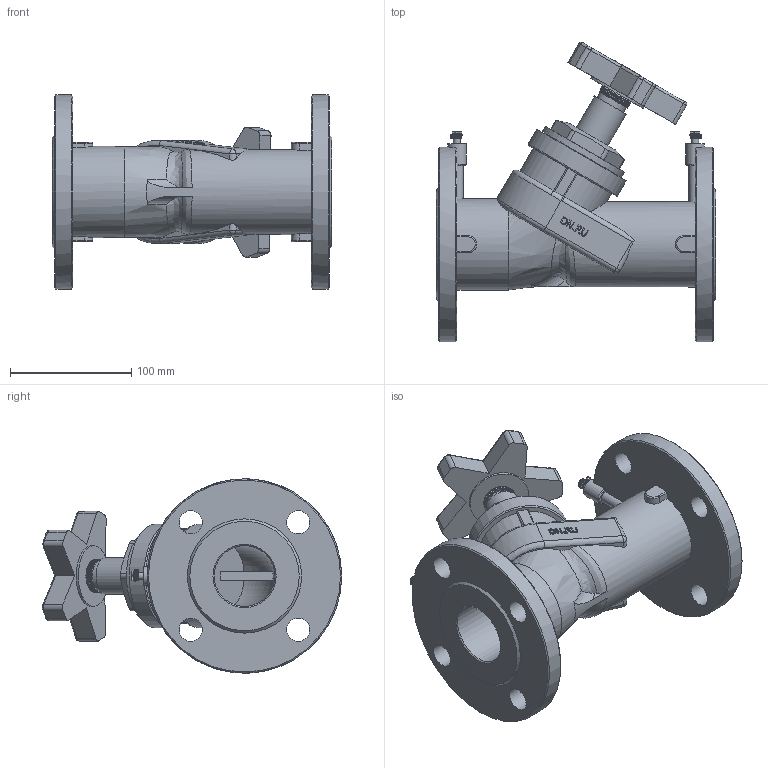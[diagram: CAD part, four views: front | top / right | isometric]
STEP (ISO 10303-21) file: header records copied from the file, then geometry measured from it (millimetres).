
FILE_DESCRIPTION(/* description */ (''),/* implementation_level */ '2;1');
FILE_NAME(/* name */ 'DN50_3D_STEP.stp',/* time_stamp */ '2024-03-03T20:00:53+03:00',/* author */ ('igorr'),/* organization */ (''),/* preprocessor_version */ 'ST-DEVELOPER v19.2',/* originating_system */ 'Autodesk Inventor 2023',/* authorisation */ '');
FILE_SCHEMA (('AUTOMOTIVE_DESIGN { 1 0 10303 214 3 1 1 }'));
Length unit declared in the file: millimetre
Products named in the file (3): Сборка; Деталь1; Деталь2
Assembly tree (2 placements, depth 2):
  Сборка
    Деталь1
    Деталь2
Bounding box: 230 x 246.46 x 160 mm (x, y, z)
Volume: 1515201.3 mm3; surface area: 224500 mm2
Topology: 2 solids, 4 shells, 1651 faces, 4154 edges, 2546 vertices
Faces by surface type: plane 1209, cylinder 326, bspline 62, torus 40, cone 12, sphere 2
Full cylindrical faces by diameter (mm): 6 x2, 7.5 x2, 8.348 x2, 15 x2, 19 x8, 25 x1, 27 x2, 30 x2, 50 x3, 52 x1, 70 x1, 75 x2, 85 x1, 160 x2
Entity records: 52273 total; most frequent: CARTESIAN_POINT 11333, ORIENTED_EDGE 8308, DIRECTION 8117, EDGE_CURVE 4154, AXIS2_PLACEMENT_3D 2755, LINE 2607, VECTOR 2607, VERTEX_POINT 2546
